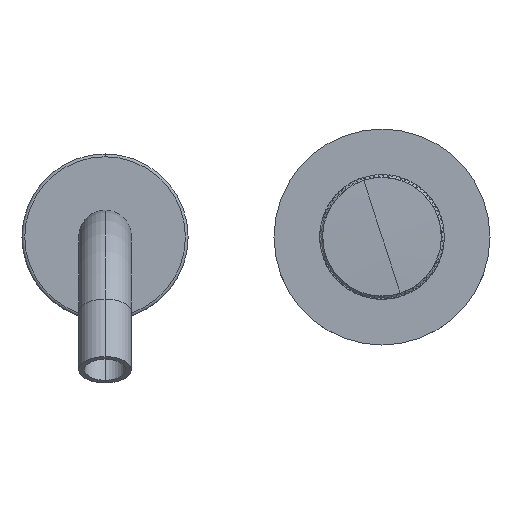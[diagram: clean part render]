
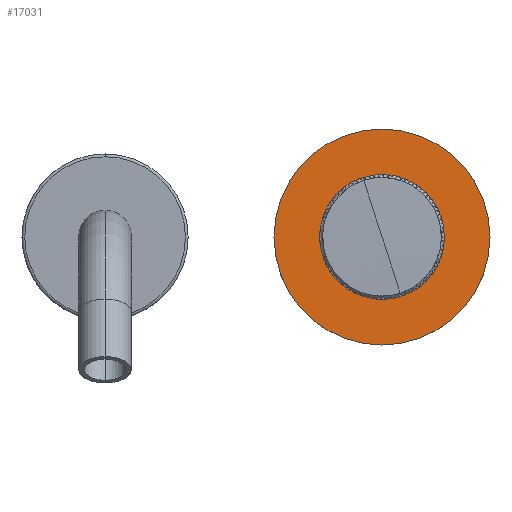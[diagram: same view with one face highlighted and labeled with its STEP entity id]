
A CAD part, top view. The second image highlights one B-rep face of the part: STEP entity #17031.
In plain terms, the highlighted face is planar.
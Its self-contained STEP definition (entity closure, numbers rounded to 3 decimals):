
#746 = EDGE_CURVE ( 'NONE', #27253, #2570, #2654, .T. ) ;
#1186 = DIRECTION ( 'NONE',  ( 0., 1., 0. ) ) ;
#2533 = DIRECTION ( 'NONE',  ( 0., 0., 1. ) ) ;
#2570 = VERTEX_POINT ( 'NONE', #29082 ) ;
#2654 = CIRCLE ( 'NONE', #44824, 39. ) ;
#7226 = AXIS2_PLACEMENT_3D ( 'NONE', #44734, #19949, #48845 ) ;
#17031 = ADVANCED_FACE ( 'NONE', ( #27002 ), #23943, .T. ) ;
#19949 = DIRECTION ( 'NONE',  ( 0., 1., 0. ) ) ;
#23943 = PLANE ( 'NONE',  #7226 ) ;
#24563 = ORIENTED_EDGE ( 'NONE', *, *, #746, .T. ) ;
#26108 = CARTESIAN_POINT ( 'NONE',  ( 0., 0., 0. ) ) ;
#27002 = FACE_OUTER_BOUND ( 'NONE', #46063, .T. ) ;
#27253 = VERTEX_POINT ( 'NONE', #41076 ) ;
#27457 = DIRECTION ( 'NONE',  ( 0., 1., 0. ) ) ;
#29082 = CARTESIAN_POINT ( 'NONE',  ( 0., 0., -39. ) ) ;
#29925 = AXIS2_PLACEMENT_3D ( 'NONE', #26108, #1186, #30294 ) ;
#30294 = DIRECTION ( 'NONE',  ( 0., 0., 1. ) ) ;
#34455 = ORIENTED_EDGE ( 'NONE', *, *, #44360, .T. ) ;
#41076 = CARTESIAN_POINT ( 'NONE',  ( 0., 0., 39. ) ) ;
#44360 = EDGE_CURVE ( 'NONE', #2570, #27253, #53128, .T. ) ;
#44734 = CARTESIAN_POINT ( 'NONE',  ( 0., 0., 0. ) ) ;
#44824 = AXIS2_PLACEMENT_3D ( 'NONE', #52183, #27457, #2533 ) ;
#46063 = EDGE_LOOP ( 'NONE', ( #24563, #34455 ) ) ;
#48845 = DIRECTION ( 'NONE',  ( 0., 0., 1. ) ) ;
#52183 = CARTESIAN_POINT ( 'NONE',  ( 0., 0., 0. ) ) ;
#53128 = CIRCLE ( 'NONE', #29925, 39. ) ;
